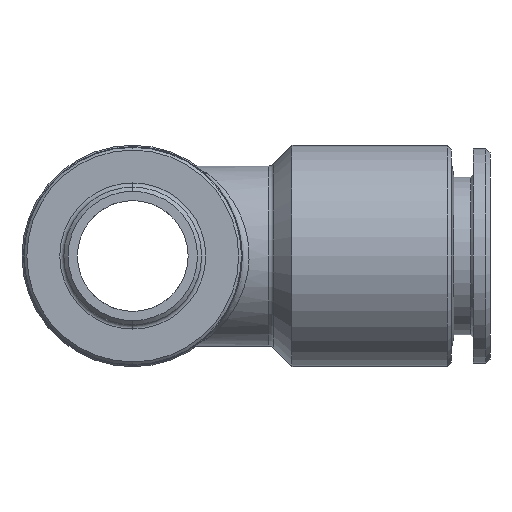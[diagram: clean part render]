
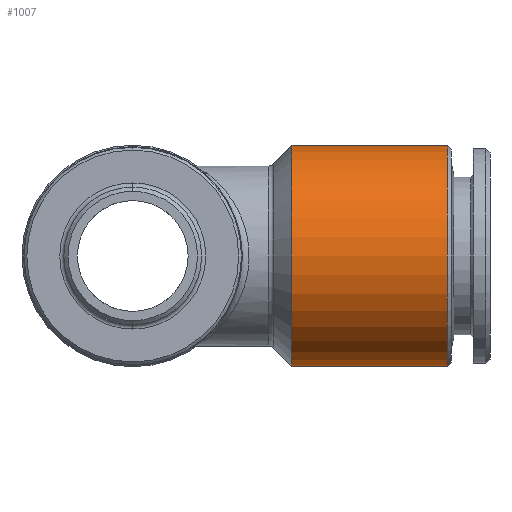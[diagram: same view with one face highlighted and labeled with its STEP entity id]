
A CAD part, front view. The second image highlights one B-rep face of the part: STEP entity #1007.
In plain terms, the highlighted cylindrical face has radius 8 mm (diameter 16 mm), a partial arc.
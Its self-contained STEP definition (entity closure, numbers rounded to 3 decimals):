
#175 = CARTESIAN_POINT ( 'NONE',  ( 11.5, 0., 8. ) ) ;
#232 = CARTESIAN_POINT ( 'NONE',  ( 22.7, 0., -8. ) ) ;
#324 = CARTESIAN_POINT ( 'NONE',  ( 11.5, 0., -8. ) ) ;
#325 = DIRECTION ( 'NONE',  ( -1., 0., 0. ) ) ;
#326 = VECTOR ( 'NONE', #325, 1000. ) ;
#327 = CARTESIAN_POINT ( 'NONE',  ( 0., 0., -8. ) ) ;
#328 = LINE ( 'NONE', #327, #326 ) ;
#347 = CARTESIAN_POINT ( 'NONE',  ( 22.7, 0., 8. ) ) ;
#552 = DIRECTION ( 'NONE',  ( 0., 0., -1. ) ) ;
#553 = DIRECTION ( 'NONE',  ( -1., 0., 0. ) ) ;
#554 = CARTESIAN_POINT ( 'NONE',  ( 11.5, 0., 0. ) ) ;
#555 = AXIS2_PLACEMENT_3D ( 'NONE', #554, #553, #552 ) ;
#556 = CIRCLE ( 'NONE', #555, 8. ) ;
#871 = ORIENTED_EDGE ( 'NONE', *, *, #878, .T. ) ;
#878 = EDGE_CURVE ( 'NONE', #1440, #1339, #2058, .T. ) ;
#899 = ORIENTED_EDGE ( 'NONE', *, *, #1401, .F. ) ;
#1007 = ADVANCED_FACE ( 'NONE', ( #2799 ), #2798, .T. ) ;
#1008 = EDGE_LOOP ( 'NONE', ( #899, #871, #1010, #1011 ) ) ;
#1010 = ORIENTED_EDGE ( 'NONE', *, *, #1499, .T. ) ;
#1011 = ORIENTED_EDGE ( 'NONE', *, *, #1255, .F. ) ;
#1255 = EDGE_CURVE ( 'NONE', #1402, #1405, #556, .T. ) ;
#1339 = VERTEX_POINT ( 'NONE', #347 ) ;
#1401 = EDGE_CURVE ( 'NONE', #1440, #1402, #328, .T. ) ;
#1402 = VERTEX_POINT ( 'NONE', #324 ) ;
#1405 = VERTEX_POINT ( 'NONE', #175 ) ;
#1440 = VERTEX_POINT ( 'NONE', #232 ) ;
#1499 = EDGE_CURVE ( 'NONE', #1339, #1405, #3347, .T. ) ;
#2014 = DIRECTION ( 'NONE',  ( 0., 0., 1. ) ) ;
#2015 = DIRECTION ( 'NONE',  ( -1., 0., 0. ) ) ;
#2056 = CARTESIAN_POINT ( 'NONE',  ( 22.7, 0., 0. ) ) ;
#2057 = AXIS2_PLACEMENT_3D ( 'NONE', #2056, #2015, #2014 ) ;
#2058 = CIRCLE ( 'NONE', #2057, 8. ) ;
#2797 = CARTESIAN_POINT ( 'NONE',  ( 0., 0., 0. ) ) ;
#2798 = CYLINDRICAL_SURFACE ( 'NONE', #2896, 8. ) ;
#2799 = FACE_OUTER_BOUND ( 'NONE', #1008, .T. ) ;
#2894 = DIRECTION ( 'NONE',  ( 0., 0., 1. ) ) ;
#2895 = DIRECTION ( 'NONE',  ( -1., 0., 0. ) ) ;
#2896 = AXIS2_PLACEMENT_3D ( 'NONE', #2797, #2895, #2894 ) ;
#3344 = DIRECTION ( 'NONE',  ( -1., 0., 0. ) ) ;
#3345 = VECTOR ( 'NONE', #3344, 1000. ) ;
#3346 = CARTESIAN_POINT ( 'NONE',  ( 0., 0., 8. ) ) ;
#3347 = LINE ( 'NONE', #3346, #3345 ) ;
